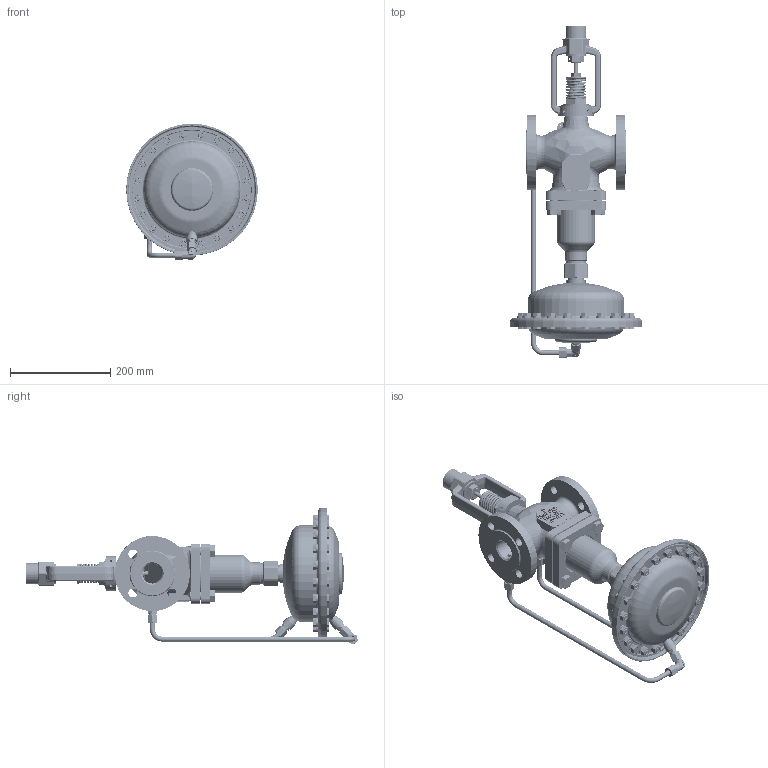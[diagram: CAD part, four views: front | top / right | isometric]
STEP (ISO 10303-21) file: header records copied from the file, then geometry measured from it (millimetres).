
FILE_DESCRIPTION((''),'2;1');
FILE_NAME('003G1084_ASM','2012-11-30T',('u258099'),('Danfoss'),'PRO/ENGINEER BY PARAMETRIC TECHNOLOGY CORPORATION, 2010370','PRO/ENGINEER BY PARAMETRIC TECHNOLOGY CORPORATION, 2010370','');
FILE_SCHEMA(('CONFIG_CONTROL_DESIGN'));
Products named in the file (42): 8861884; 5454046; 8861091; 5454040; 8861044; 8861045; 8861023; 5184023; ZVAR_2; 8861952; 8861955; 8861907_ASM; 8863111; 8881045; 8863106_ASM; 8863055; 8863048; 8863073; 8863040; 8863040_ASM; 8539087; 5181800; 5201750; 5191734; TESNILO_18X14; PRIKLJUCEK; PRIKLJUCEK_2; 8863130_ASM; 52215750; 85390240_STISNJEN; 88619540; 52017520; 51917490; 88619560; 88619290; FAKE_AKS_LEZ; VIJAK_G1L4X12_ZAPIRALNI; LABEL_PLATE_37X37; 5589607; CEV_1_003G1084 ...
Assembly tree (135 placements, depth 4):
  003G1084_ASM
    8861907_ASM
      8861884
      5454046
      8861091
      5454040
      8861044
      8861045
      8861023
      5184023  x4
      ZVAR_2
      8861952
      8861955
    8863130_ASM
      8863106_ASM
        8863111
        8881045
      8863055  x2
      8863048
      8863040_ASM
        8863073
        8863040
        8881045
      8539087
      5181800  x20
      5201750  x40
      5191734  x20
      TESNILO_18X14  x2
      PRIKLJUCEK
      PRIKLJUCEK_2
    52215750  x4
    85390240_STISNJEN
    88619540
    52017520
    51917490
    88619560
    88619290
    FAKE_AKS_LEZ
    TESNILO_18X14  x3
    PRIKLJUCEK_2  x2
    VIJAK_G1L4X12_ZAPIRALNI
    LABEL_PLATE_37X37
    5589607  x4
    CEV_1_003G1084
    CEV_2_003G1084
Bounding box: 263.5 x 663.56 x 273.34 mm (x, y, z)
Volume: 2892862.1 mm3; surface area: 1066527 mm2
Topology: 134 solids, 134 shells, 4097 faces, 9670 edges, 5994 vertices
Faces by surface type: plane 1586, cylinder 1139, cone 794, torus 244, bspline 230, extrusion 66, sphere 38
Entity records: 94457 total; most frequent: CARTESIAN_POINT 34161, ORIENTED_EDGE 12342, DIRECTION 12276, EDGE_CURVE 6171, AXIS2_PLACEMENT_3D 4492, VERTEX_POINT 3873, VECTOR 3292, LINE 3226
